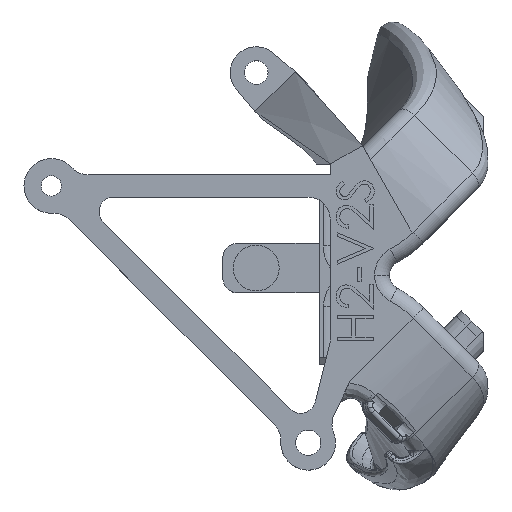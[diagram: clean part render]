
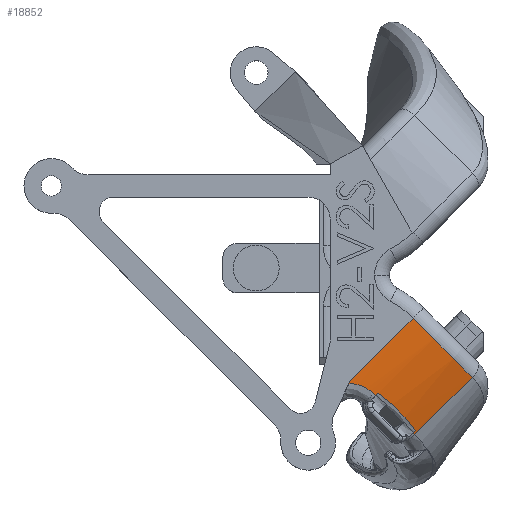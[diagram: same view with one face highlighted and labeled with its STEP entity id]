
A CAD part, top view. The second image highlights one B-rep face of the part: STEP entity #18852.
In plain terms, the highlighted cylindrical face has radius 22.6 mm (diameter 45.2 mm), a partial arc.
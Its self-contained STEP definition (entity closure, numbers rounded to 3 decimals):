
#201 = CARTESIAN_POINT ( 'NONE',  ( 22.914, -7.845, 3. ) ) ;
#325 = CARTESIAN_POINT ( 'NONE',  ( 22.848, -7.982, 2.999 ) ) ;
#441 = VERTEX_POINT ( 'NONE', #14352 ) ;
#604 = ORIENTED_EDGE ( 'NONE', *, *, #5646, .T. ) ;
#1104 = CARTESIAN_POINT ( 'NONE',  ( 31.724, -14.874, -0.028 ) ) ;
#1200 = CARTESIAN_POINT ( 'NONE',  ( 39.502, -7.096, -0.028 ) ) ;
#1406 = CARTESIAN_POINT ( 'NONE',  ( 22.848, -7.982, 2.999 ) ) ;
#1684 = LINE ( 'NONE', #5474, #2202 ) ;
#1819 = EDGE_CURVE ( 'NONE', #5015, #22302, #23975, .T. ) ;
#2202 = VECTOR ( 'NONE', #19322, 1000. ) ;
#2557 = CARTESIAN_POINT ( 'NONE',  ( 32.926, 2.309, 3. ) ) ;
#2772 = ORIENTED_EDGE ( 'NONE', *, *, #12435, .T. ) ;
#2931 = DIRECTION ( 'NONE',  ( 0.707, -0.707, 0. ) ) ;
#2936 = AXIS2_PLACEMENT_3D ( 'NONE', #25211, #7307, #5351 ) ;
#3206 = CARTESIAN_POINT ( 'NONE',  ( 30.562, -12.436, 1.39 ) ) ;
#3630 = CARTESIAN_POINT ( 'NONE',  ( 23.162, -7.972, 2.998 ) ) ;
#3866 = ORIENTED_EDGE ( 'NONE', *, *, #13777, .T. ) ;
#4146 =( BOUNDED_CURVE ( )  B_SPLINE_CURVE ( 3, ( #325, #201, #23834, #20051 ),
 .UNSPECIFIED., .F., .F. ) 
 B_SPLINE_CURVE_WITH_KNOTS ( ( 4, 4 ),
 ( 1.564, 1.571 ),
 .UNSPECIFIED. ) 
 CURVE ( )  GEOMETRIC_REPRESENTATION_ITEM ( )  RATIONAL_B_SPLINE_CURVE ( ( 1., 1., 1., 1. ) ) 
 REPRESENTATION_ITEM ( '' )  );
#5015 = VERTEX_POINT ( 'NONE', #13654 ) ;
#5154 = CARTESIAN_POINT ( 'NONE',  ( 36.909, -9.688, -0.028 ) ) ;
#5198 = CARTESIAN_POINT ( 'NONE',  ( 24.088, -8.114, 2.974 ) ) ;
#5351 = DIRECTION ( 'NONE',  ( 0.707, -0.707, 0. ) ) ;
#5438 = EDGE_CURVE ( 'NONE', #441, #5015, #1684, .T. ) ;
#5474 = CARTESIAN_POINT ( 'NONE',  ( 25.045, -11.024, 2.669 ) ) ;
#5639 = CARTESIAN_POINT ( 'NONE',  ( 23.046, -7.571, 3. ) ) ;
#5646 = EDGE_CURVE ( 'NONE', #23303, #9908, #24980, .T. ) ;
#5836 = VERTEX_POINT ( 'NONE', #14445 ) ;
#6169 = ORIENTED_EDGE ( 'NONE', *, *, #13629, .F. ) ;
#6436 = ORIENTED_EDGE ( 'NONE', *, *, #1819, .T. ) ;
#7160 = CARTESIAN_POINT ( 'NONE',  ( 31.512, 0.895, 3. ) ) ;
#7307 = DIRECTION ( 'NONE',  ( -0.707, -0.707, 0. ) ) ;
#8638 = ORIENTED_EDGE ( 'NONE', *, *, #15025, .T. ) ;
#9204 = VECTOR ( 'NONE', #24609, 1000. ) ;
#9828 = B_SPLINE_CURVE_WITH_KNOTS ( 'NONE', 3,
 ( #17298, #5154, #11403, #1104 ),
 .UNSPECIFIED., .F., .F.,
 ( 4, 4 ),
 ( 0.133, 0.867 ),
 .UNSPECIFIED. ) ;
#9850 = ORIENTED_EDGE ( 'NONE', *, *, #5438, .T. ) ;
#9908 = VERTEX_POINT ( 'NONE', #19129 ) ;
#10027 = CIRCLE ( 'NONE', #21295, 22.6 ) ;
#11246 = FACE_OUTER_BOUND ( 'NONE', #13855, .T. ) ;
#11252 = CIRCLE ( 'NONE', #2936, 22.6 ) ;
#11298 = EDGE_CURVE ( 'NONE', #14772, #20355, #11252, .T. ) ;
#11403 = CARTESIAN_POINT ( 'NONE',  ( 34.317, -12.281, -0.028 ) ) ;
#11445 = CARTESIAN_POINT ( 'NONE',  ( 25.981, -9.131, 2.778 ) ) ;
#12114 = DIRECTION ( 'NONE',  ( -0.707, 0.707, 0. ) ) ;
#12435 = EDGE_CURVE ( 'NONE', #18170, #5836, #10027, .T. ) ;
#12576 = AXIS2_PLACEMENT_3D ( 'NONE', #17908, #23911, #16076 ) ;
#13558 = LINE ( 'NONE', #23611, #17165 ) ;
#13629 = EDGE_CURVE ( 'NONE', #23303, #18943, #4146, .T. ) ;
#13654 = CARTESIAN_POINT ( 'NONE',  ( 26.806, -9.263, 2.669 ) ) ;
#13777 = EDGE_CURVE ( 'NONE', #20355, #18943, #16649, .T. ) ;
#13855 = EDGE_LOOP ( 'NONE', ( #6436, #17985, #2772, #21576, #18236, #3866, #6169, #604, #8638, #9850 ) ) ;
#14029 = EDGE_CURVE ( 'NONE', #14772, #5836, #9828, .T. ) ;
#14352 = CARTESIAN_POINT ( 'NONE',  ( 26.46, -9.61, 2.669 ) ) ;
#14445 = CARTESIAN_POINT ( 'NONE',  ( 31.724, -14.874, -0.028 ) ) ;
#14772 = VERTEX_POINT ( 'NONE', #1200 ) ;
#14824 = CARTESIAN_POINT ( 'NONE',  ( 28.868, -10.742, 2.235 ) ) ;
#15025 = EDGE_CURVE ( 'NONE', #9908, #441, #16323, .T. ) ;
#15049 = DIRECTION ( 'NONE',  ( -0.707, -0.707, 0. ) ) ;
#15362 = CARTESIAN_POINT ( 'NONE',  ( 25.233, -8.591, 2.888 ) ) ;
#15809 = CARTESIAN_POINT ( 'NONE',  ( 31.495, -14.645, 0.156 ) ) ;
#15900 = DIRECTION ( 'NONE',  ( 0.707, 0.707, 0. ) ) ;
#16076 = DIRECTION ( 'NONE',  ( -0.707, 0.707, 0. ) ) ;
#16172 = CARTESIAN_POINT ( 'NONE',  ( 31.841, -14.298, 0.156 ) ) ;
#16323 = CIRCLE ( 'NONE', #12576, 22.6 ) ;
#16649 = LINE ( 'NONE', #2557, #9204 ) ;
#16957 = CARTESIAN_POINT ( 'NONE',  ( 24.384, -8.204, 2.959 ) ) ;
#17165 = VECTOR ( 'NONE', #17758, 1000. ) ;
#17298 = CARTESIAN_POINT ( 'NONE',  ( 39.502, -7.096, -0.028 ) ) ;
#17758 = DIRECTION ( 'NONE',  ( -0.707, -0.707, 0. ) ) ;
#17908 = CARTESIAN_POINT ( 'NONE',  ( 23.733, -6.884, -19.6 ) ) ;
#17985 = ORIENTED_EDGE ( 'NONE', *, *, #18361, .T. ) ;
#18170 = VERTEX_POINT ( 'NONE', #15809 ) ;
#18236 = ORIENTED_EDGE ( 'NONE', *, *, #11298, .T. ) ;
#18361 = EDGE_CURVE ( 'NONE', #22302, #18170, #13558, .T. ) ;
#18852 = ADVANCED_FACE ( 'NONE', ( #11246 ), #20682, .T. ) ;
#18943 = VERTEX_POINT ( 'NONE', #5639 ) ;
#18978 = CARTESIAN_POINT ( 'NONE',  ( 22.319, -8.298, -19.6 ) ) ;
#19115 = CARTESIAN_POINT ( 'NONE',  ( 26.806, -9.263, 2.669 ) ) ;
#19129 = CARTESIAN_POINT ( 'NONE',  ( 26.2, -9.35, 2.729 ) ) ;
#19322 = DIRECTION ( 'NONE',  ( 0.707, 0.707, 0. ) ) ;
#19417 = CARTESIAN_POINT ( 'NONE',  ( 26.2, -9.35, 2.729 ) ) ;
#20051 = CARTESIAN_POINT ( 'NONE',  ( 23.046, -7.571, 3. ) ) ;
#20210 = CARTESIAN_POINT ( 'NONE',  ( 23.733, -6.884, -19.6 ) ) ;
#20355 = VERTEX_POINT ( 'NONE', #7160 ) ;
#20682 = CYLINDRICAL_SURFACE ( 'NONE', #24242, 22.6 ) ;
#20703 = CARTESIAN_POINT ( 'NONE',  ( 31.841, -14.298, 0.156 ) ) ;
#21295 = AXIS2_PLACEMENT_3D ( 'NONE', #20210, #15900, #12114 ) ;
#21576 = ORIENTED_EDGE ( 'NONE', *, *, #14029, .F. ) ;
#22302 = VERTEX_POINT ( 'NONE', #16172 ) ;
#22621 = CARTESIAN_POINT ( 'NONE',  ( 22.848, -7.982, 2.999 ) ) ;
#22952 = CARTESIAN_POINT ( 'NONE',  ( 24.956, -8.442, 2.916 ) ) ;
#23091 = CARTESIAN_POINT ( 'NONE',  ( 23.475, -7.997, 2.993 ) ) ;
#23303 = VERTEX_POINT ( 'NONE', #22621 ) ;
#23335 = CARTESIAN_POINT ( 'NONE',  ( 25.744, -8.935, 2.819 ) ) ;
#23611 = CARTESIAN_POINT ( 'NONE',  ( 30.081, -16.059, 0.156 ) ) ;
#23834 = CARTESIAN_POINT ( 'NONE',  ( 22.98, -7.708, 3. ) ) ;
#23911 = DIRECTION ( 'NONE',  ( 0.707, 0.707, 0. ) ) ;
#23975 =( BOUNDED_CURVE ( )  B_SPLINE_CURVE ( 3, ( #19115, #14824, #3206, #20703 ),
 .UNSPECIFIED., .F., .F. ) 
 B_SPLINE_CURVE_WITH_KNOTS ( ( 4, 4 ),
 ( 2.974, 3.309 ),
 .UNSPECIFIED. ) 
 CURVE ( )  GEOMETRIC_REPRESENTATION_ITEM ( )  RATIONAL_B_SPLINE_CURVE ( ( 1., 0.991, 0.991, 1. ) ) 
 REPRESENTATION_ITEM ( '' )  );
#24242 = AXIS2_PLACEMENT_3D ( 'NONE', #18978, #15049, #2931 ) ;
#24609 = DIRECTION ( 'NONE',  ( -0.707, -0.707, 0. ) ) ;
#24980 = B_SPLINE_CURVE_WITH_KNOTS ( 'NONE', 3,
 ( #1406, #3630, #23091, #5198, #16957, #22952, #15362, #23335, #11445, #19417 ),
 .UNSPECIFIED., .F., .F.,
 ( 4, 2, 2, 2, 4 ),
 ( 0., 0.001, 0.002, 0.003, 0.004 ),
 .UNSPECIFIED. ) ;
#25211 = CARTESIAN_POINT ( 'NONE',  ( 31.512, 0.895, -19.6 ) ) ;
